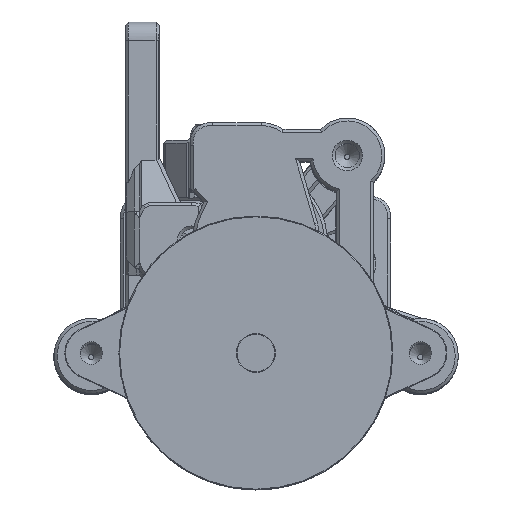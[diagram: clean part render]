
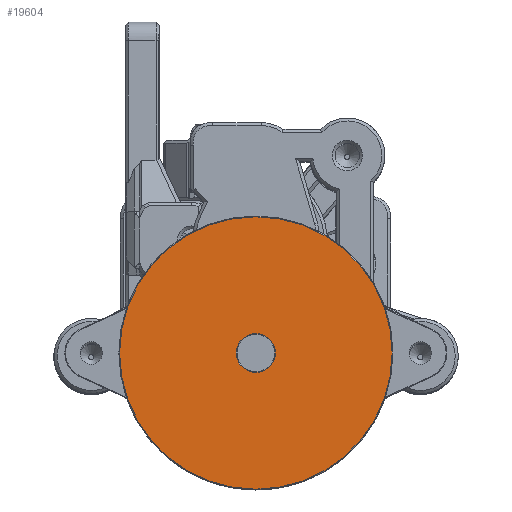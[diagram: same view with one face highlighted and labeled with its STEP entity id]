
A CAD part, left-side view. The second image highlights one B-rep face of the part: STEP entity #19604.
In plain terms, the highlighted face is planar.
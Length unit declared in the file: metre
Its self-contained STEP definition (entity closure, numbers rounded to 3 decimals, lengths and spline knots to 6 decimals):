
#354=PLANE('',#21070);
#5128=ORIENTED_EDGE('',*,*,#10856,.T.);
#5129=ORIENTED_EDGE('',*,*,#10857,.T.);
#10856=EDGE_CURVE('',#13791,#13791,#15668,.T.);
#10857=EDGE_CURVE('',#13792,#13792,#15669,.T.);
#13791=VERTEX_POINT('',#28088);
#13792=VERTEX_POINT('',#28091);
#15668=CIRCLE('',#20935,0.0026);
#15669=CIRCLE('',#20937,0.01815);
#16440=EDGE_LOOP('',(#5128));
#16441=EDGE_LOOP('',(#5129));
#17934=FACE_BOUND('',#16440,.T.);
#17935=FACE_BOUND('',#16441,.T.);
#19604=ADVANCED_FACE('',(#17934,#17935),#354,.T.);
#20935=AXIS2_PLACEMENT_3D('',#28087,#22790,#22791);
#20937=AXIS2_PLACEMENT_3D('',#28090,#22794,#22795);
#21070=AXIS2_PLACEMENT_3D('',#28339,#23072,#23073);
#22790=DIRECTION('',(0.,0.,1.));
#22791=DIRECTION('',(0.,1.,0.));
#22794=DIRECTION('',(0.,0.,-1.));
#22795=DIRECTION('',(1.,0.,0.));
#23072=DIRECTION('',(0.,0.,-1.));
#23073=DIRECTION('',(-1.,0.,0.));
#28087=CARTESIAN_POINT('',(0.,0.0255,-0.0235));
#28088=CARTESIAN_POINT('',(0.,0.0281,-0.0235));
#28090=CARTESIAN_POINT('',(0.,0.0255,-0.0235));
#28091=CARTESIAN_POINT('',(0.01815,0.0255,-0.0235));
#28339=CARTESIAN_POINT('',(0.,0.0255,-0.0235));
